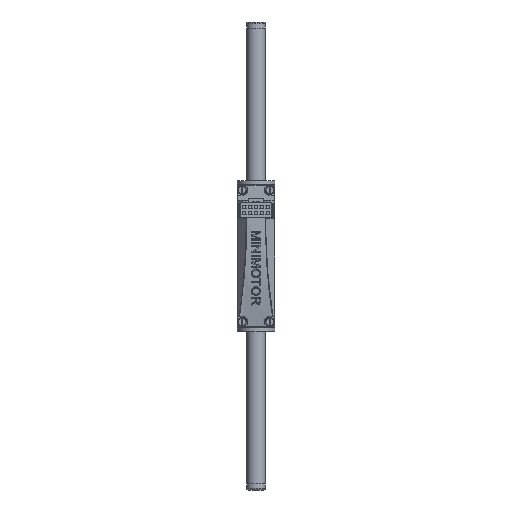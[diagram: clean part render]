
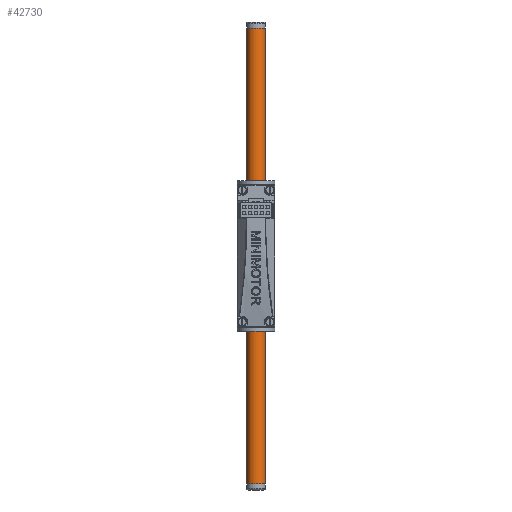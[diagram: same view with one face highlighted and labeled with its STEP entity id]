
A CAD part, front view. The second image highlights one B-rep face of the part: STEP entity #42730.
In plain terms, the highlighted cylindrical face has radius 3.155 mm (diameter 6.31 mm), a full revolution.
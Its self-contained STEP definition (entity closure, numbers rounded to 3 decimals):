
#42696=CARTESIAN_POINT('',(-75.0,3.155,0.0));
#42697=VERTEX_POINT('',#42696);
#42698=CARTESIAN_POINT('',(-75.0,0.0,0.0));
#42699=DIRECTION('',(1.0,0.0,0.0));
#42700=DIRECTION('',(0.0,1.0,0.0));
#42701=AXIS2_PLACEMENT_3D('',#42698,#42699,#42700);
#42702=CIRCLE('',#42701,3.155);
#42703=EDGE_CURVE('',#42697,#42697,#42702,.T.);
#42711=CARTESIAN_POINT('',(0.0,0.0,0.0));
#42712=DIRECTION('',(1.0,0.0,0.0));
#42713=DIRECTION('',(0.0,1.0,0.0));
#42714=AXIS2_PLACEMENT_3D('',#42711,#42712,#42713);
#42715=CYLINDRICAL_SURFACE('',#42714,3.155);
#42716=CARTESIAN_POINT('',(75.0,3.155,0.0));
#42717=VERTEX_POINT('',#42716);
#42718=CARTESIAN_POINT('',(75.0,0.0,0.0));
#42719=DIRECTION('',(1.0,0.0,0.0));
#42720=DIRECTION('',(0.0,1.0,0.0));
#42721=AXIS2_PLACEMENT_3D('',#42718,#42719,#42720);
#42722=CIRCLE('',#42721,3.155);
#42723=EDGE_CURVE('',#42717,#42717,#42722,.T.);
#42724=ORIENTED_EDGE('',*,*,#42723,.F.);
#42725=EDGE_LOOP('',(#42724));
#42726=FACE_OUTER_BOUND('',#42725,.T.);
#42727=ORIENTED_EDGE('',*,*,#42703,.T.);
#42728=EDGE_LOOP('',(#42727));
#42729=FACE_BOUND('',#42728,.T.);
#42730=ADVANCED_FACE('',(#42726,#42729),#42715,.T.);
